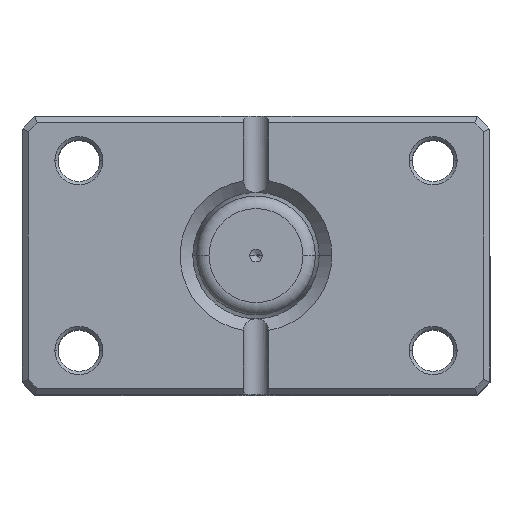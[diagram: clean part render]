
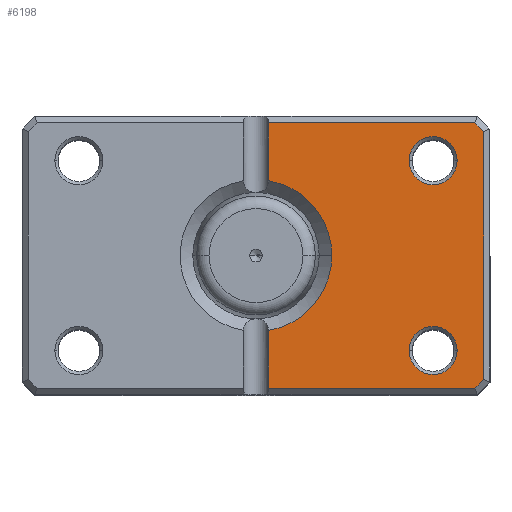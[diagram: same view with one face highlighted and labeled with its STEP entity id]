
A CAD part, top view. The second image highlights one B-rep face of the part: STEP entity #6198.
In plain terms, the highlighted face is planar.
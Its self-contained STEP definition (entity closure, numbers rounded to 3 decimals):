
#83 = LINE ( 'NONE', #5684, #5090 ) ;
#140 = VERTEX_POINT ( 'NONE', #5084 ) ;
#268 = VECTOR ( 'NONE', #5042, 1000. ) ;
#274 = VERTEX_POINT ( 'NONE', #4753 ) ;
#321 = FACE_BOUND ( 'NONE', #4169, .T. ) ;
#343 = EDGE_CURVE ( 'NONE', #2290, #909, #1258, .T. ) ;
#441 = AXIS2_PLACEMENT_3D ( 'NONE', #1735, #5133, #2230 ) ;
#543 = VECTOR ( 'NONE', #4386, 1000. ) ;
#557 = EDGE_CURVE ( 'NONE', #5833, #2290, #1325, .T. ) ;
#579 = CIRCLE ( 'NONE', #2764, 3.8 ) ;
#680 = ORIENTED_EDGE ( 'NONE', *, *, #343, .T. ) ;
#703 = CIRCLE ( 'NONE', #3324, 3.8 ) ;
#733 = VECTOR ( 'NONE', #1144, 1000. ) ;
#819 = DIRECTION ( 'NONE',  ( 0., 0., 1. ) ) ;
#909 = VERTEX_POINT ( 'NONE', #4904 ) ;
#920 = AXIS2_PLACEMENT_3D ( 'NONE', #2457, #6270, #5680 ) ;
#921 = CARTESIAN_POINT ( 'NONE',  ( 0., 21., 0. ) ) ;
#931 = CIRCLE ( 'NONE', #441, 12. ) ;
#972 = LINE ( 'NONE', #5010, #5992 ) ;
#1144 = DIRECTION ( 'NONE',  ( -0.707, 0.707, 0. ) ) ;
#1219 = AXIS2_PLACEMENT_3D ( 'NONE', #2640, #6055, #3130 ) ;
#1254 = ORIENTED_EDGE ( 'NONE', *, *, #2677, .T. ) ;
#1258 = LINE ( 'NONE', #5110, #268 ) ;
#1274 = DIRECTION ( 'NONE',  ( -1., 0., 0. ) ) ;
#1288 = ORIENTED_EDGE ( 'NONE', *, *, #557, .T. ) ;
#1325 = LINE ( 'NONE', #921, #3595 ) ;
#1427 = CARTESIAN_POINT ( 'NONE',  ( -2., 21., 0. ) ) ;
#1429 = ORIENTED_EDGE ( 'NONE', *, *, #1846, .T. ) ;
#1490 = EDGE_CURVE ( 'NONE', #3437, #1660, #972, .T. ) ;
#1525 = CARTESIAN_POINT ( 'NONE',  ( -2., -11.832, 0. ) ) ;
#1591 = ORIENTED_EDGE ( 'NONE', *, *, #2336, .T. ) ;
#1660 = VERTEX_POINT ( 'NONE', #5036 ) ;
#1735 = CARTESIAN_POINT ( 'NONE',  ( 0., 0., 0. ) ) ;
#1811 = ORIENTED_EDGE ( 'NONE', *, *, #4887, .T. ) ;
#1846 = EDGE_CURVE ( 'NONE', #3974, #6236, #4300, .T. ) ;
#2104 = EDGE_LOOP ( 'NONE', ( #4375, #3160 ) ) ;
#2138 = CARTESIAN_POINT ( 'NONE',  ( -31.8, -15., 0. ) ) ;
#2179 = DIRECTION ( 'NONE',  ( 1., 0., 0. ) ) ;
#2230 = DIRECTION ( 'NONE',  ( 1., 0., 0. ) ) ;
#2290 = VERTEX_POINT ( 'NONE', #1427 ) ;
#2336 = EDGE_CURVE ( 'NONE', #140, #3312, #579, .T. ) ;
#2456 = VERTEX_POINT ( 'NONE', #5697 ) ;
#2457 = CARTESIAN_POINT ( 'NONE',  ( 0., 0., 0. ) ) ;
#2483 = CARTESIAN_POINT ( 'NONE',  ( -36., 0., 0. ) ) ;
#2502 = CARTESIAN_POINT ( 'NONE',  ( -27.793, 27.793, 0. ) ) ;
#2640 = CARTESIAN_POINT ( 'NONE',  ( -28., 15., 0. ) ) ;
#2677 = EDGE_CURVE ( 'NONE', #1660, #3302, #4429, .T. ) ;
#2763 = DIRECTION ( 'NONE',  ( 0., -1., 0. ) ) ;
#2764 = AXIS2_PLACEMENT_3D ( 'NONE', #4248, #4809, #4827 ) ;
#2779 = CARTESIAN_POINT ( 'NONE',  ( -28., 15., 0. ) ) ;
#2954 = DIRECTION ( 'NONE',  ( 1., 0., 0. ) ) ;
#3051 = AXIS2_PLACEMENT_3D ( 'NONE', #2779, #6181, #3257 ) ;
#3060 = FACE_BOUND ( 'NONE', #2104, .T. ) ;
#3070 = EDGE_LOOP ( 'NONE', ( #680, #3796, #1429, #3646, #4749, #1254, #5954, #3210, #1288 ) ) ;
#3127 = CIRCLE ( 'NONE', #1219, 3.8 ) ;
#3130 = DIRECTION ( 'NONE',  ( 1., 0., 0. ) ) ;
#3139 = LINE ( 'NONE', #2483, #543 ) ;
#3160 = ORIENTED_EDGE ( 'NONE', *, *, #4461, .T. ) ;
#3210 = ORIENTED_EDGE ( 'NONE', *, *, #5702, .T. ) ;
#3257 = DIRECTION ( 'NONE',  ( 1., 0., 0. ) ) ;
#3302 = VERTEX_POINT ( 'NONE', #5518 ) ;
#3312 = VERTEX_POINT ( 'NONE', #2138 ) ;
#3324 = AXIS2_PLACEMENT_3D ( 'NONE', #3722, #819, #4209 ) ;
#3437 = VERTEX_POINT ( 'NONE', #5640 ) ;
#3555 = CARTESIAN_POINT ( 'NONE',  ( -27.793, -27.793, 0. ) ) ;
#3595 = VECTOR ( 'NONE', #2179, 1000. ) ;
#3646 = ORIENTED_EDGE ( 'NONE', *, *, #5977, .T. ) ;
#3722 = CARTESIAN_POINT ( 'NONE',  ( -28., -15., 0. ) ) ;
#3796 = ORIENTED_EDGE ( 'NONE', *, *, #4370, .T. ) ;
#3878 = VECTOR ( 'NONE', #5427, 1000. ) ;
#3974 = VERTEX_POINT ( 'NONE', #5682 ) ;
#4080 = CARTESIAN_POINT ( 'NONE',  ( -34.586, 21., 0. ) ) ;
#4169 = EDGE_LOOP ( 'NONE', ( #1811, #1591 ) ) ;
#4176 = EDGE_CURVE ( 'NONE', #3302, #2456, #3139, .T. ) ;
#4209 = DIRECTION ( 'NONE',  ( 1., 0., 0. ) ) ;
#4248 = CARTESIAN_POINT ( 'NONE',  ( -28., -15., 0. ) ) ;
#4300 = CIRCLE ( 'NONE', #920, 12. ) ;
#4322 = CIRCLE ( 'NONE', #3051, 3.8 ) ;
#4370 = EDGE_CURVE ( 'NONE', #909, #3974, #931, .T. ) ;
#4375 = ORIENTED_EDGE ( 'NONE', *, *, #5848, .T. ) ;
#4386 = DIRECTION ( 'NONE',  ( 0., 1., 0. ) ) ;
#4429 = LINE ( 'NONE', #3555, #733 ) ;
#4461 = EDGE_CURVE ( 'NONE', #6133, #274, #4322, .T. ) ;
#4651 = AXIS2_PLACEMENT_3D ( 'NONE', #4857, #5864, #2954 ) ;
#4749 = ORIENTED_EDGE ( 'NONE', *, *, #1490, .T. ) ;
#4753 = CARTESIAN_POINT ( 'NONE',  ( -31.8, 15., 0. ) ) ;
#4809 = DIRECTION ( 'NONE',  ( 0., 0., 1. ) ) ;
#4827 = DIRECTION ( 'NONE',  ( 1., 0., 0. ) ) ;
#4857 = CARTESIAN_POINT ( 'NONE',  ( 0., 0., 0. ) ) ;
#4887 = EDGE_CURVE ( 'NONE', #3312, #140, #703, .T. ) ;
#4904 = CARTESIAN_POINT ( 'NONE',  ( -2., 11.832, 0. ) ) ;
#5009 = LINE ( 'NONE', #2502, #3878 ) ;
#5010 = CARTESIAN_POINT ( 'NONE',  ( 0., -21., 0. ) ) ;
#5036 = CARTESIAN_POINT ( 'NONE',  ( -34.586, -21., 0. ) ) ;
#5042 = DIRECTION ( 'NONE',  ( 0., -1., 0. ) ) ;
#5084 = CARTESIAN_POINT ( 'NONE',  ( -24.2, -15., 0. ) ) ;
#5090 = VECTOR ( 'NONE', #2763, 1000. ) ;
#5110 = CARTESIAN_POINT ( 'NONE',  ( -2., 22., 0. ) ) ;
#5133 = DIRECTION ( 'NONE',  ( 0., 0., 1. ) ) ;
#5371 = PLANE ( 'NONE',  #4651 ) ;
#5427 = DIRECTION ( 'NONE',  ( 0.707, 0.707, 0. ) ) ;
#5492 = FACE_OUTER_BOUND ( 'NONE', #3070, .T. ) ;
#5518 = CARTESIAN_POINT ( 'NONE',  ( -36., -19.586, 0. ) ) ;
#5640 = CARTESIAN_POINT ( 'NONE',  ( -2., -21., 0. ) ) ;
#5680 = DIRECTION ( 'NONE',  ( 1., 0., 0. ) ) ;
#5682 = CARTESIAN_POINT ( 'NONE',  ( -12., 0., 0. ) ) ;
#5684 = CARTESIAN_POINT ( 'NONE',  ( -2., 22., 0. ) ) ;
#5697 = CARTESIAN_POINT ( 'NONE',  ( -36., 19.586, 0. ) ) ;
#5702 = EDGE_CURVE ( 'NONE', #2456, #5833, #5009, .T. ) ;
#5823 = CARTESIAN_POINT ( 'NONE',  ( -24.2, 15., 0. ) ) ;
#5833 = VERTEX_POINT ( 'NONE', #4080 ) ;
#5848 = EDGE_CURVE ( 'NONE', #274, #6133, #3127, .T. ) ;
#5864 = DIRECTION ( 'NONE',  ( 0., 0., 1. ) ) ;
#5954 = ORIENTED_EDGE ( 'NONE', *, *, #4176, .T. ) ;
#5977 = EDGE_CURVE ( 'NONE', #6236, #3437, #83, .T. ) ;
#5992 = VECTOR ( 'NONE', #1274, 1000. ) ;
#6055 = DIRECTION ( 'NONE',  ( 0., 0., 1. ) ) ;
#6133 = VERTEX_POINT ( 'NONE', #5823 ) ;
#6181 = DIRECTION ( 'NONE',  ( 0., 0., 1. ) ) ;
#6198 = ADVANCED_FACE ( 'NONE', ( #321, #3060, #5492 ), #5371, .F. ) ;
#6236 = VERTEX_POINT ( 'NONE', #1525 ) ;
#6270 = DIRECTION ( 'NONE',  ( 0., 0., 1. ) ) ;
